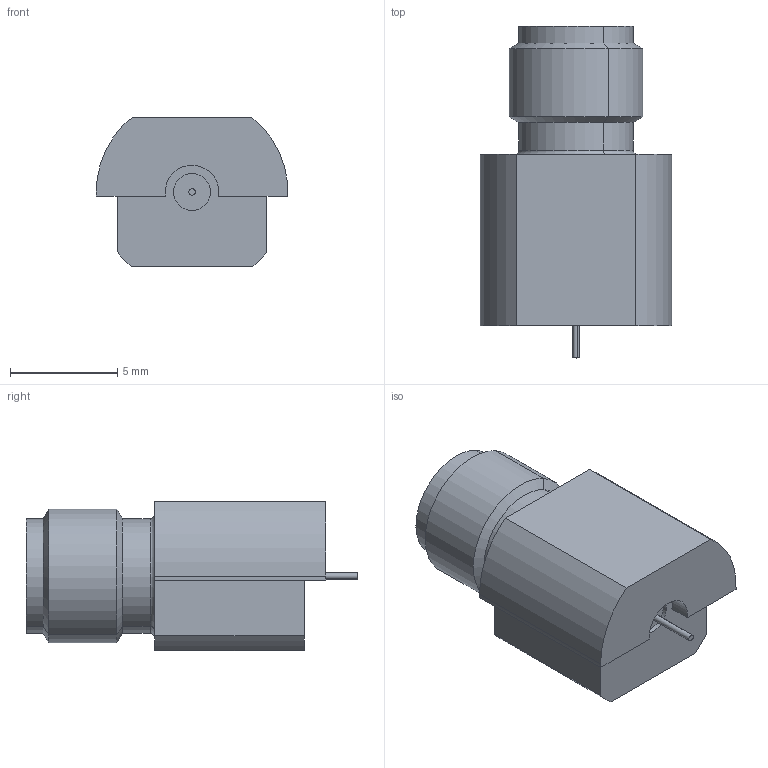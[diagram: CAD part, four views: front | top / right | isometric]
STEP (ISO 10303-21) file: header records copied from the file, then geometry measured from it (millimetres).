
FILE_DESCRIPTION(('CATIA V5 STEP'),'2;1');
FILE_NAME('DOC-0000390987.stp','2012-02-02T14:12:03+00:00',('none'),('none'),'CATIA Version 5 Release 17 (IN-10)','CATIA V5 STEP AP203','none');
FILE_SCHEMA(('CONFIG_CONTROL_DESIGN'));
Length unit declared in the file: millimetre
Products named in the file (1): PAR-00201840
Bounding box: 8.95 x 15.5 x 7 mm (x, y, z)
Volume: 518 mm3; surface area: 493.2 mm2
Topology: 1 solids, 1 shells, 63 faces, 152 edges, 95 vertices
Faces by surface type: cylinder 29, plane 22, cone 10, torus 2
Entity records: 1683 total; most frequent: CARTESIAN_POINT 302, ORIENTED_EDGE 300, DIRECTION 218, EDGE_CURVE 150, AXIS2_PLACEMENT_3D 107, VERTEX_POINT 95, VECTOR 76, LINE 76
